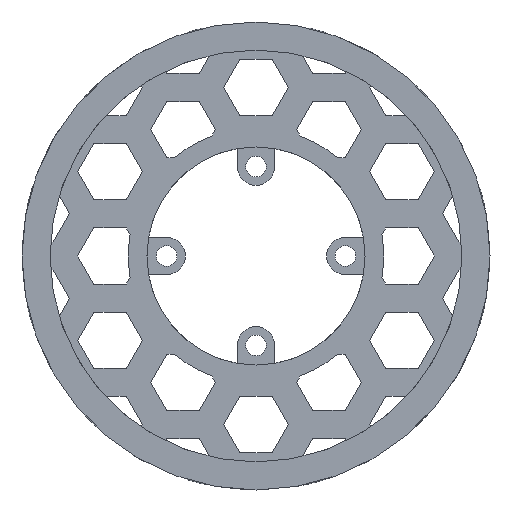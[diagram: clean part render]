
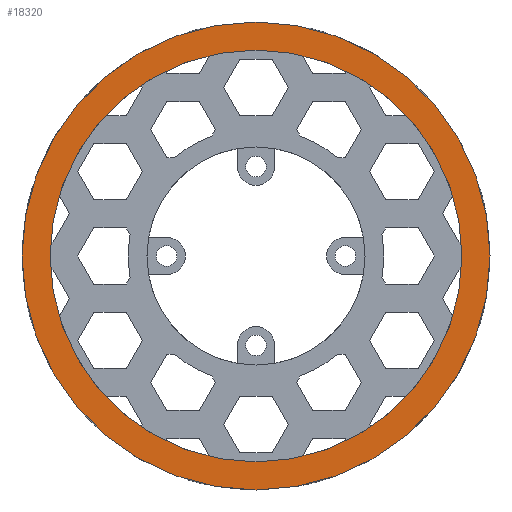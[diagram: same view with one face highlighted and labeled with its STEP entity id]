
A CAD part, front view. The second image highlights one B-rep face of the part: STEP entity #18320.
In plain terms, the highlighted planar face has unit normal (0, -1, 0).
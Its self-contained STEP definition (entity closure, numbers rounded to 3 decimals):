
#726 = FACE_BOUND ( 'NONE', #8314, .T. ) ;
#1745 = ORIENTED_EDGE ( 'NONE', *, *, #29070, .T. ) ;
#2170 = DIRECTION ( 'NONE',  ( 0., 0., 1. ) ) ;
#2850 = CARTESIAN_POINT ( 'NONE',  ( 0., 0., 44. ) ) ;
#3618 = VERTEX_POINT ( 'NONE', #31345 ) ;
#3974 = DIRECTION ( 'NONE',  ( 0., 0., 1. ) ) ;
#4347 = EDGE_CURVE ( 'NONE', #16790, #11918, #19585, .T. ) ;
#4649 = EDGE_CURVE ( 'NONE', #12880, #3618, #25029, .T. ) ;
#4793 = ORIENTED_EDGE ( 'NONE', *, *, #4649, .F. ) ;
#6398 = PLANE ( 'NONE',  #21113 ) ;
#6774 = DIRECTION ( 'NONE',  ( 0., 1., 0. ) ) ;
#8314 = EDGE_LOOP ( 'NONE', ( #27420, #1745 ) ) ;
#8971 = DIRECTION ( 'NONE',  ( 0., 1., 0. ) ) ;
#10466 = EDGE_LOOP ( 'NONE', ( #20140, #4793 ) ) ;
#11918 = VERTEX_POINT ( 'NONE', #13382 ) ;
#12486 = CIRCLE ( 'NONE', #27329, 50. ) ;
#12880 = VERTEX_POINT ( 'NONE', #14869 ) ;
#13135 = EDGE_CURVE ( 'NONE', #3618, #12880, #12486, .T. ) ;
#13382 = CARTESIAN_POINT ( 'NONE',  ( 0., 0., -44. ) ) ;
#13530 = AXIS2_PLACEMENT_3D ( 'NONE', #23290, #28482, #2170 ) ;
#13913 = DIRECTION ( 'NONE',  ( 0., 1., 0. ) ) ;
#14869 = CARTESIAN_POINT ( 'NONE',  ( 0., 0., 50. ) ) ;
#14993 = DIRECTION ( 'NONE',  ( 0., 1., 0. ) ) ;
#16790 = VERTEX_POINT ( 'NONE', #2850 ) ;
#18320 = ADVANCED_FACE ( 'NONE', ( #24784, #726 ), #6398, .F. ) ;
#18957 = CIRCLE ( 'NONE', #26124, 44. ) ;
#19585 = CIRCLE ( 'NONE', #13530, 44. ) ;
#20140 = ORIENTED_EDGE ( 'NONE', *, *, #13135, .F. ) ;
#21113 = AXIS2_PLACEMENT_3D ( 'NONE', #22198, #8971, #29612 ) ;
#21164 = AXIS2_PLACEMENT_3D ( 'NONE', #25163, #6774, #30169 ) ;
#22198 = CARTESIAN_POINT ( 'NONE',  ( 0., 0., 0. ) ) ;
#23290 = CARTESIAN_POINT ( 'NONE',  ( 0., 0., 0. ) ) ;
#24784 = FACE_OUTER_BOUND ( 'NONE', #10466, .T. ) ;
#25029 = CIRCLE ( 'NONE', #21164, 50. ) ;
#25163 = CARTESIAN_POINT ( 'NONE',  ( 0., 0., 0. ) ) ;
#25488 = DIRECTION ( 'NONE',  ( 0., 0., 1. ) ) ;
#26124 = AXIS2_PLACEMENT_3D ( 'NONE', #30988, #14993, #25488 ) ;
#27329 = AXIS2_PLACEMENT_3D ( 'NONE', #27529, #13913, #3974 ) ;
#27420 = ORIENTED_EDGE ( 'NONE', *, *, #4347, .T. ) ;
#27529 = CARTESIAN_POINT ( 'NONE',  ( 0., 0., 0. ) ) ;
#28482 = DIRECTION ( 'NONE',  ( 0., 1., 0. ) ) ;
#29070 = EDGE_CURVE ( 'NONE', #11918, #16790, #18957, .T. ) ;
#29612 = DIRECTION ( 'NONE',  ( 0., 0., 1. ) ) ;
#30169 = DIRECTION ( 'NONE',  ( 0., 0., 1. ) ) ;
#30988 = CARTESIAN_POINT ( 'NONE',  ( 0., 0., 0. ) ) ;
#31345 = CARTESIAN_POINT ( 'NONE',  ( 0., 0., -50. ) ) ;
